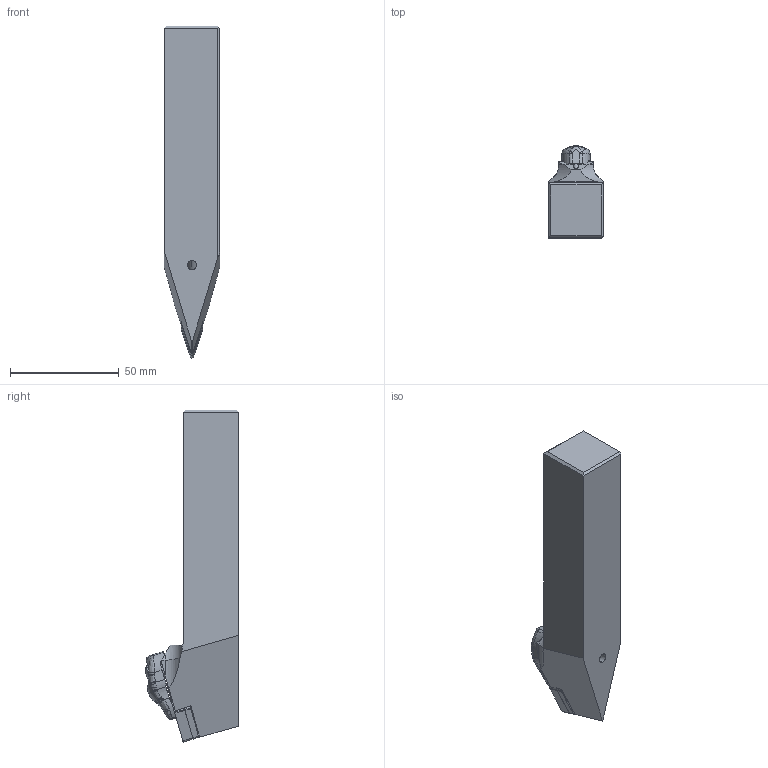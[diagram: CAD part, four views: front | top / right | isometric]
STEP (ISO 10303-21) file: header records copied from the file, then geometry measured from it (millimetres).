
FILE_DESCRIPTION(/* description */ (''),/* implementation_level */ '2;1');
FILE_NAME(/* name */ 'DVVNN-163_IR0_031.stp',/* time_stamp */ '2023-02-09T11:32:02+09:00',/* author */ (''),/* organization */ (''),/* preprocessor_version */ 'ST-DEVELOPER v16',/* originating_system */ 'SIEMENS PLM Software NX 10.0',/* authorisation */ '');
FILE_SCHEMA (('AUTOMOTIVE_DESIGN { 1 0 10303 214 3 1 1 1 }'));
Length unit declared in the file: millimetre
Products named in the file (1): DVVNN-163_IR0_031_ASM
Bounding box: 25.4 x 42.64 x 152.4 mm (x, y, z)
Volume: 87413.3 mm3; surface area: 18377 mm2
Topology: 2 solids, 2 shells, 292 faces, 860 edges, 579 vertices
Faces by surface type: cylinder 104, plane 82, bspline 62, torus 22, cone 16, sphere 6
Entity records: 14063 total; most frequent: CARTESIAN_POINT 6662, ORIENTED_EDGE 1680, DIRECTION 1373, EDGE_CURVE 840, VERTEX_POINT 558, AXIS2_PLACEMENT_3D 546, EDGE_LOOP 308, ADVANCED_FACE 292
